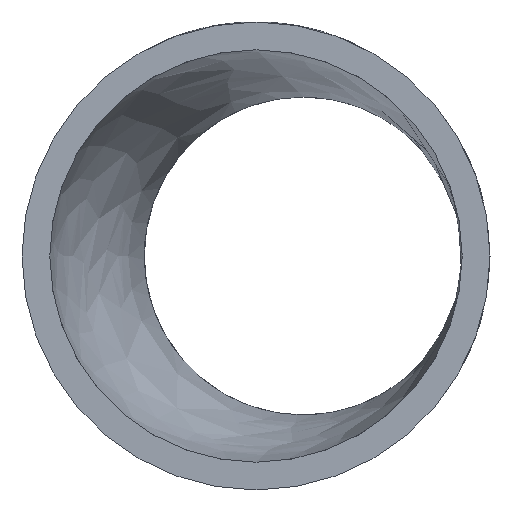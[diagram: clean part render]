
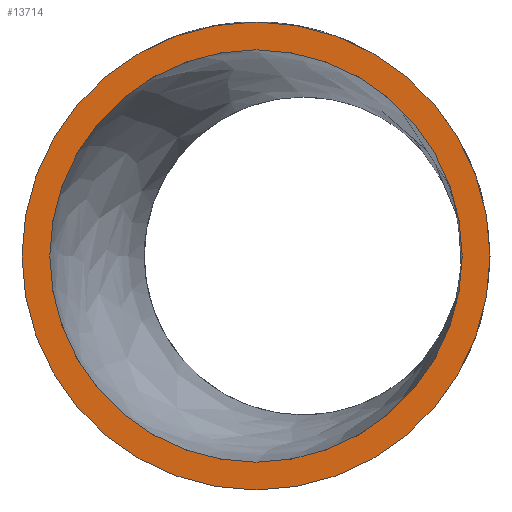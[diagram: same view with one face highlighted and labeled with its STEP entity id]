
A CAD part, left-side view. The second image highlights one B-rep face of the part: STEP entity #13714.
In plain terms, the highlighted planar face has unit normal (-1, 0, 0).
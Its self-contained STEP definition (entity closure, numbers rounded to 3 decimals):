
#190 = EDGE_LOOP ( 'NONE', ( #9306 ) ) ;
#417 = CARTESIAN_POINT ( 'NONE',  ( 0., 0., 0. ) ) ;
#655 = DIRECTION ( 'NONE',  ( 0., 0., 1. ) ) ;
#906 = CIRCLE ( 'NONE', #5261, 16.85 ) ;
#1680 = ORIENTED_EDGE ( 'NONE', *, *, #7557, .F. ) ;
#1704 = CIRCLE ( 'NONE', #12571, 14.85 ) ;
#1909 = EDGE_CURVE ( 'NONE', #6429, #6429, #906, .T. ) ;
#3376 = DIRECTION ( 'NONE',  ( 0., 0., 1. ) ) ;
#4689 = AXIS2_PLACEMENT_3D ( 'NONE', #417, #14530, #655 ) ;
#5261 = AXIS2_PLACEMENT_3D ( 'NONE', #7998, #10249, #3376 ) ;
#6175 = PLANE ( 'NONE',  #4689 ) ;
#6429 = VERTEX_POINT ( 'NONE', #11164 ) ;
#6798 = DIRECTION ( 'NONE',  ( 0., 0., 1. ) ) ;
#7312 = FACE_BOUND ( 'NONE', #11561, .T. ) ;
#7495 = VERTEX_POINT ( 'NONE', #9887 ) ;
#7557 = EDGE_CURVE ( 'NONE', #7495, #7495, #1704, .T. ) ;
#7998 = CARTESIAN_POINT ( 'NONE',  ( 0., 0., 0. ) ) ;
#9306 = ORIENTED_EDGE ( 'NONE', *, *, #1909, .T. ) ;
#9887 = CARTESIAN_POINT ( 'NONE',  ( 0., 0., 14.85 ) ) ;
#10249 = DIRECTION ( 'NONE',  ( -1., 0., 0. ) ) ;
#11164 = CARTESIAN_POINT ( 'NONE',  ( 0., 0., 16.85 ) ) ;
#11561 = EDGE_LOOP ( 'NONE', ( #1680 ) ) ;
#11891 = FACE_OUTER_BOUND ( 'NONE', #190, .T. ) ;
#12284 = DIRECTION ( 'NONE',  ( -1., 0., 0. ) ) ;
#12571 = AXIS2_PLACEMENT_3D ( 'NONE', #13325, #12284, #6798 ) ;
#13325 = CARTESIAN_POINT ( 'NONE',  ( 0., 0., 0. ) ) ;
#13714 = ADVANCED_FACE ( 'NONE', ( #7312, #11891 ), #6175, .T. ) ;
#14530 = DIRECTION ( 'NONE',  ( -1., 0., 0. ) ) ;
